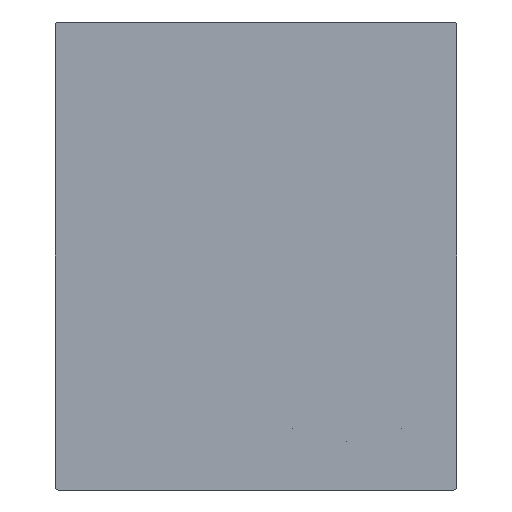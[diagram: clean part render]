
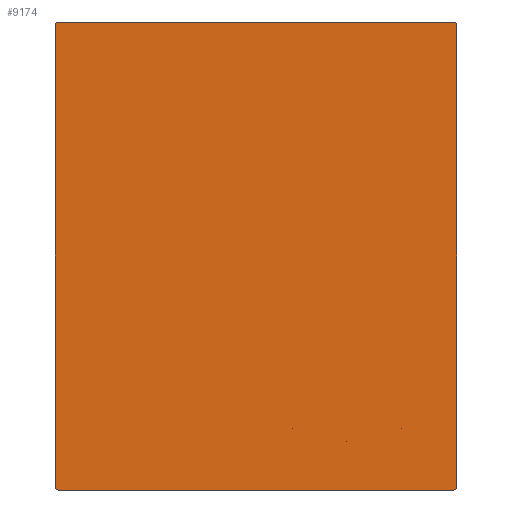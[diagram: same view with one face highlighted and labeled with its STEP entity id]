
A CAD part, front view. The second image highlights one B-rep face of the part: STEP entity #9174.
In plain terms, the highlighted planar face has unit normal (0, -1, 0).
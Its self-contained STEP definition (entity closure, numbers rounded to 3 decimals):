
#94 = CARTESIAN_POINT ( 'NONE',  ( -150., 0., -173. ) ) ;
#384 = AXIS2_PLACEMENT_3D ( 'NONE', #4706, #6580, #6502 ) ;
#911 = PLANE ( 'NONE',  #384 ) ;
#930 = VERTEX_POINT ( 'NONE', #7065 ) ;
#992 = ORIENTED_EDGE ( 'NONE', *, *, #4819, .F. ) ;
#1141 = EDGE_CURVE ( 'NONE', #1934, #4710, #10291, .T. ) ;
#1218 = VERTEX_POINT ( 'NONE', #94 ) ;
#1314 = CARTESIAN_POINT ( 'NONE',  ( -148., 0., 173. ) ) ;
#1828 = DIRECTION ( 'NONE',  ( 0., 0., -1. ) ) ;
#1857 = LINE ( 'NONE', #2140, #6539 ) ;
#1934 = VERTEX_POINT ( 'NONE', #7561 ) ;
#2140 = CARTESIAN_POINT ( 'NONE',  ( -150., 0., 0. ) ) ;
#2222 = DIRECTION ( 'NONE',  ( 0., 0., 1. ) ) ;
#2312 = DIRECTION ( 'NONE',  ( 0., 1., 0. ) ) ;
#2420 = DIRECTION ( 'NONE',  ( 1., 0., 0. ) ) ;
#3038 = CARTESIAN_POINT ( 'NONE',  ( 148., 0., -173. ) ) ;
#3162 = CARTESIAN_POINT ( 'NONE',  ( -148., 0., -173. ) ) ;
#3608 = CARTESIAN_POINT ( 'NONE',  ( 148., 0., -175. ) ) ;
#3836 = EDGE_CURVE ( 'NONE', #11685, #1218, #7860, .T. ) ;
#3859 = VERTEX_POINT ( 'NONE', #11496 ) ;
#3883 = ORIENTED_EDGE ( 'NONE', *, *, #8643, .F. ) ;
#3933 = DIRECTION ( 'NONE',  ( -1., 0., 0. ) ) ;
#3993 = CARTESIAN_POINT ( 'NONE',  ( 150., 0., 173. ) ) ;
#4706 = CARTESIAN_POINT ( 'NONE',  ( 0., 0., 0. ) ) ;
#4710 = VERTEX_POINT ( 'NONE', #3993 ) ;
#4794 = CARTESIAN_POINT ( 'NONE',  ( 0., 0., -175. ) ) ;
#4803 = CIRCLE ( 'NONE', #4854, 2. ) ;
#4819 = EDGE_CURVE ( 'NONE', #930, #10687, #4803, .T. ) ;
#4854 = AXIS2_PLACEMENT_3D ( 'NONE', #3038, #5860, #7726 ) ;
#4891 = EDGE_CURVE ( 'NONE', #8612, #3859, #9736, .T. ) ;
#4921 = FACE_OUTER_BOUND ( 'NONE', #10342, .T. ) ;
#5160 = ORIENTED_EDGE ( 'NONE', *, *, #4891, .F. ) ;
#5356 = VECTOR ( 'NONE', #8813, 1000. ) ;
#5616 = LINE ( 'NONE', #9928, #9973 ) ;
#5860 = DIRECTION ( 'NONE',  ( 0., 1., 0. ) ) ;
#5896 = DIRECTION ( 'NONE',  ( 0., 0., -1. ) ) ;
#6080 = AXIS2_PLACEMENT_3D ( 'NONE', #12008, #6532, #1828 ) ;
#6183 = CARTESIAN_POINT ( 'NONE',  ( -148., 0., -175. ) ) ;
#6344 = CARTESIAN_POINT ( 'NONE',  ( -150., 0., 173. ) ) ;
#6502 = DIRECTION ( 'NONE',  ( 0., 0., 1. ) ) ;
#6532 = DIRECTION ( 'NONE',  ( 0., 1., 0. ) ) ;
#6539 = VECTOR ( 'NONE', #2222, 1000. ) ;
#6580 = DIRECTION ( 'NONE',  ( 0., 1., 0. ) ) ;
#6928 = DIRECTION ( 'NONE',  ( 0., 0., -1. ) ) ;
#7065 = CARTESIAN_POINT ( 'NONE',  ( 150., 0., -173. ) ) ;
#7561 = CARTESIAN_POINT ( 'NONE',  ( 148., 0., 175. ) ) ;
#7726 = DIRECTION ( 'NONE',  ( 0., 0., -1. ) ) ;
#7860 = CIRCLE ( 'NONE', #10281, 2. ) ;
#7959 = AXIS2_PLACEMENT_3D ( 'NONE', #1314, #7962, #6928 ) ;
#7962 = DIRECTION ( 'NONE',  ( 0., 1., 0. ) ) ;
#8104 = LINE ( 'NONE', #9855, #5356 ) ;
#8612 = VERTEX_POINT ( 'NONE', #6344 ) ;
#8643 = EDGE_CURVE ( 'NONE', #10687, #11685, #9721, .T. ) ;
#8804 = EDGE_CURVE ( 'NONE', #1218, #8612, #1857, .T. ) ;
#8813 = DIRECTION ( 'NONE',  ( 0., 0., -1. ) ) ;
#8932 = EDGE_CURVE ( 'NONE', #4710, #930, #8104, .T. ) ;
#9150 = ORIENTED_EDGE ( 'NONE', *, *, #1141, .F. ) ;
#9174 = ADVANCED_FACE ( 'NONE', ( #4921 ), #911, .F. ) ;
#9311 = ORIENTED_EDGE ( 'NONE', *, *, #3836, .F. ) ;
#9721 = LINE ( 'NONE', #4794, #10288 ) ;
#9736 = CIRCLE ( 'NONE', #7959, 2. ) ;
#9855 = CARTESIAN_POINT ( 'NONE',  ( 150., 0., 0. ) ) ;
#9928 = CARTESIAN_POINT ( 'NONE',  ( 0., 0., 175. ) ) ;
#9942 = ORIENTED_EDGE ( 'NONE', *, *, #8804, .F. ) ;
#9973 = VECTOR ( 'NONE', #2420, 1000. ) ;
#10108 = EDGE_CURVE ( 'NONE', #3859, #1934, #5616, .T. ) ;
#10281 = AXIS2_PLACEMENT_3D ( 'NONE', #3162, #2312, #5896 ) ;
#10288 = VECTOR ( 'NONE', #3933, 1000. ) ;
#10291 = CIRCLE ( 'NONE', #6080, 2. ) ;
#10342 = EDGE_LOOP ( 'NONE', ( #9311, #3883, #992, #11096, #9150, #12016, #5160, #9942 ) ) ;
#10687 = VERTEX_POINT ( 'NONE', #3608 ) ;
#11096 = ORIENTED_EDGE ( 'NONE', *, *, #8932, .F. ) ;
#11496 = CARTESIAN_POINT ( 'NONE',  ( -148., 0., 175. ) ) ;
#11685 = VERTEX_POINT ( 'NONE', #6183 ) ;
#12008 = CARTESIAN_POINT ( 'NONE',  ( 148., 0., 173. ) ) ;
#12016 = ORIENTED_EDGE ( 'NONE', *, *, #10108, .F. ) ;
